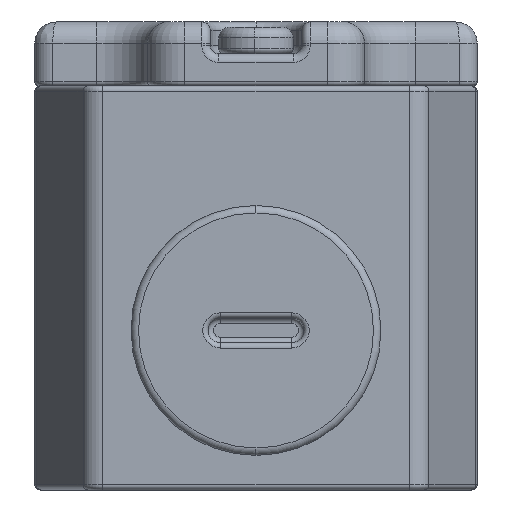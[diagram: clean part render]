
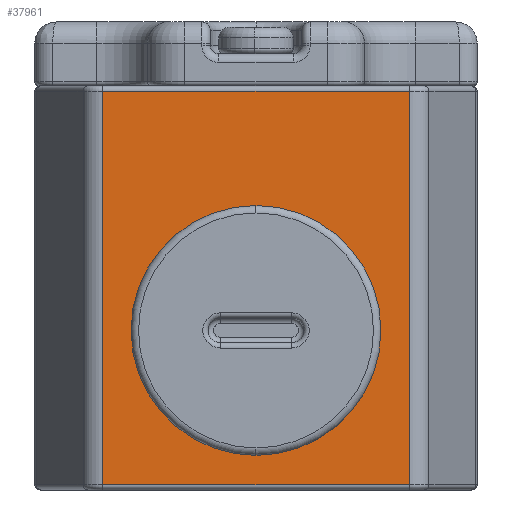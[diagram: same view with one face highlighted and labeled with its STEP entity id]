
A CAD part, front view. The second image highlights one B-rep face of the part: STEP entity #37961.
In plain terms, the highlighted planar face has unit normal (0, -1, 0).
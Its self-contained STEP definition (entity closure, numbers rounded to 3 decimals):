
#2852 = CARTESIAN_POINT ( 'NONE',  ( 0., -80., 4. ) ) ;
#3339 = PLANE ( 'NONE',  #30155 ) ;
#3376 = DIRECTION ( 'NONE',  ( 0., 0., 1. ) ) ;
#4424 = VERTEX_POINT ( 'NONE', #2852 ) ;
#6132 = EDGE_LOOP ( 'NONE', ( #15825, #9740 ) ) ;
#8236 = DIRECTION ( 'NONE',  ( 0., 0., 1. ) ) ;
#8397 = CARTESIAN_POINT ( 'NONE',  ( 0., -80., 26. ) ) ;
#8915 = ORIENTED_EDGE ( 'NONE', *, *, #53078, .T. ) ;
#9141 = ORIENTED_EDGE ( 'NONE', *, *, #41802, .T. ) ;
#9453 = FACE_OUTER_BOUND ( 'NONE', #45101, .T. ) ;
#9570 = VECTOR ( 'NONE', #30098, 1000. ) ;
#9688 = EDGE_CURVE ( 'NONE', #35601, #55095, #42404, .T. ) ;
#9740 = ORIENTED_EDGE ( 'NONE', *, *, #54332, .T. ) ;
#9761 = CARTESIAN_POINT ( 'NONE',  ( 0., -80., 15. ) ) ;
#10514 = VECTOR ( 'NONE', #8236, 1000. ) ;
#12188 = VECTOR ( 'NONE', #39681, 1000. ) ;
#12976 = CIRCLE ( 'NONE', #46851, 11. ) ;
#14288 = DIRECTION ( 'NONE',  ( 0., 0., 1. ) ) ;
#15413 = ORIENTED_EDGE ( 'NONE', *, *, #23459, .T. ) ;
#15458 = CARTESIAN_POINT ( 'NONE',  ( -14.401, -80., 0.5 ) ) ;
#15825 = ORIENTED_EDGE ( 'NONE', *, *, #51634, .T. ) ;
#20688 = VERTEX_POINT ( 'NONE', #8397 ) ;
#22350 = CARTESIAN_POINT ( 'NONE',  ( -14.401, -80., 37.5 ) ) ;
#22392 = LINE ( 'NONE', #30261, #10514 ) ;
#23459 = EDGE_CURVE ( 'NONE', #23628, #35601, #41686, .T. ) ;
#23628 = VERTEX_POINT ( 'NONE', #42472 ) ;
#25375 = LINE ( 'NONE', #31698, #12188 ) ;
#25737 = DIRECTION ( 'NONE',  ( 0., 0., 1. ) ) ;
#29532 = ORIENTED_EDGE ( 'NONE', *, *, #9688, .T. ) ;
#29930 = DIRECTION ( 'NONE',  ( 0., 1., 0. ) ) ;
#30098 = DIRECTION ( 'NONE',  ( 0., 0., -1. ) ) ;
#30155 = AXIS2_PLACEMENT_3D ( 'NONE', #46242, #50542, #25737 ) ;
#30167 = CARTESIAN_POINT ( 'NONE',  ( -14.401, -80., 38. ) ) ;
#30261 = CARTESIAN_POINT ( 'NONE',  ( 14.401, -80., 38. ) ) ;
#30863 = VECTOR ( 'NONE', #40871, 1000. ) ;
#31499 = CARTESIAN_POINT ( 'NONE',  ( -14.401, -80., 37.5 ) ) ;
#31698 = CARTESIAN_POINT ( 'NONE',  ( -20.8, -80., 0.5 ) ) ;
#33214 = CIRCLE ( 'NONE', #39011, 11. ) ;
#35601 = VERTEX_POINT ( 'NONE', #22350 ) ;
#37961 = ADVANCED_FACE ( 'NONE', ( #53355, #9453 ), #3339, .F. ) ;
#39011 = AXIS2_PLACEMENT_3D ( 'NONE', #54650, #29930, #3376 ) ;
#39681 = DIRECTION ( 'NONE',  ( 1., 0., 0. ) ) ;
#39853 = DIRECTION ( 'NONE',  ( 0., 1., 0. ) ) ;
#40809 = VERTEX_POINT ( 'NONE', #50783 ) ;
#40871 = DIRECTION ( 'NONE',  ( -1., 0., 0. ) ) ;
#41686 = LINE ( 'NONE', #31499, #30863 ) ;
#41802 = EDGE_CURVE ( 'NONE', #40809, #23628, #22392, .T. ) ;
#42404 = LINE ( 'NONE', #30167, #9570 ) ;
#42472 = CARTESIAN_POINT ( 'NONE',  ( 14.401, -80., 37.5 ) ) ;
#45101 = EDGE_LOOP ( 'NONE', ( #29532, #8915, #9141, #15413 ) ) ;
#46242 = CARTESIAN_POINT ( 'NONE',  ( -20.8, -80., 38. ) ) ;
#46851 = AXIS2_PLACEMENT_3D ( 'NONE', #9761, #39853, #14288 ) ;
#50542 = DIRECTION ( 'NONE',  ( 0., 1., 0. ) ) ;
#50783 = CARTESIAN_POINT ( 'NONE',  ( 14.401, -80., 0.5 ) ) ;
#51634 = EDGE_CURVE ( 'NONE', #4424, #20688, #12976, .T. ) ;
#53078 = EDGE_CURVE ( 'NONE', #55095, #40809, #25375, .T. ) ;
#53355 = FACE_BOUND ( 'NONE', #6132, .T. ) ;
#54332 = EDGE_CURVE ( 'NONE', #20688, #4424, #33214, .T. ) ;
#54650 = CARTESIAN_POINT ( 'NONE',  ( 0., -80., 15. ) ) ;
#55095 = VERTEX_POINT ( 'NONE', #15458 ) ;
